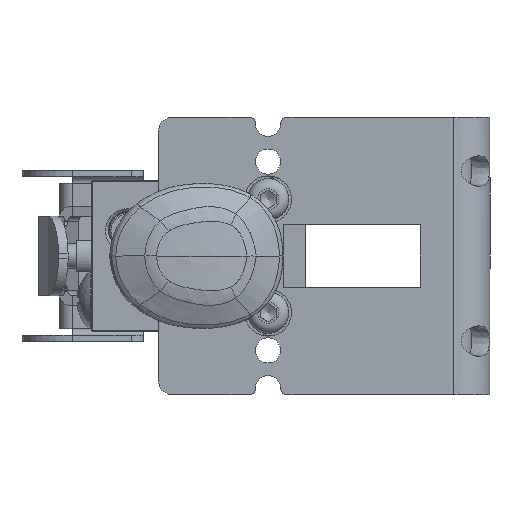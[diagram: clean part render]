
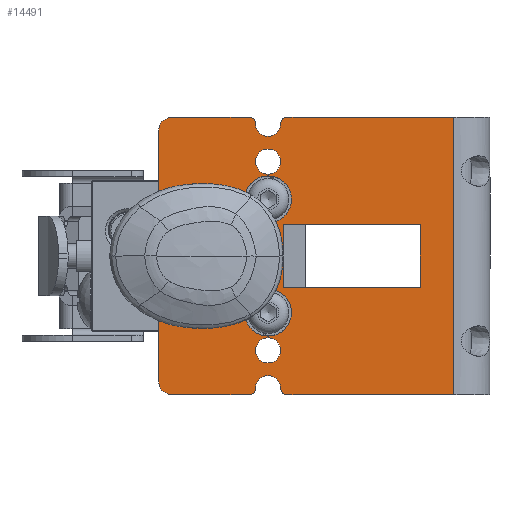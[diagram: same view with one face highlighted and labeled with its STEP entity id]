
A CAD part, left-side view. The second image highlights one B-rep face of the part: STEP entity #14491.
In plain terms, the highlighted planar face has unit normal (-1, 0, 0).
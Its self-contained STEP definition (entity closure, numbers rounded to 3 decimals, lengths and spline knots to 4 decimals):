
#390=FACE_BOUND('',#2248,.T.);
#391=FACE_BOUND('',#2249,.T.);
#392=FACE_BOUND('',#2250,.T.);
#393=FACE_BOUND('',#2251,.T.);
#394=FACE_BOUND('',#2252,.T.);
#395=FACE_BOUND('',#2253,.T.);
#498=PLANE('',#15389);
#853=CIRCLE('',#15291,0.0625);
#874=CIRCLE('',#15314,0.125);
#875=CIRCLE('',#15316,0.0625);
#876=CIRCLE('',#15318,0.0625);
#877=CIRCLE('',#15320,0.125);
#878=CIRCLE('',#15322,0.0625);
#879=CIRCLE('',#15325,0.125);
#880=CIRCLE('',#15328,0.125);
#881=CIRCLE('',#15331,0.25);
#882=CIRCLE('',#15333,0.572);
#883=CIRCLE('',#15335,0.25);
#914=CIRCLE('',#15382,0.125);
#915=CIRCLE('',#15384,0.125);
#916=CIRCLE('',#15386,0.125);
#917=CIRCLE('',#15388,0.125);
#918=CIRCLE('',#15390,0.4425);
#1435=FACE_OUTER_BOUND('',#2247,.T.);
#2247=EDGE_LOOP('',(#9784,#9785,#9786,#9787,#9788,#9789,#9790,#9791,#9792,
#9793,#9794,#9795,#9796,#9797,#9798,#9799,#9800,#9801));
#2248=EDGE_LOOP('',(#9802,#9803,#9804,#9805));
#2249=EDGE_LOOP('',(#9806));
#2250=EDGE_LOOP('',(#9807));
#2251=EDGE_LOOP('',(#9808));
#2252=EDGE_LOOP('',(#9809));
#2253=EDGE_LOOP('',(#9810));
#3138=LINE('',#19856,#3999);
#3141=LINE('',#19864,#4002);
#3144=LINE('',#19872,#4005);
#3149=LINE('',#19888,#4010);
#3150=LINE('',#19892,#4011);
#3153=LINE('',#19897,#4014);
#3155=LINE('',#19901,#4016);
#3157=LINE('',#19904,#4018);
#3172=LINE('',#20002,#4033);
#3173=LINE('',#20004,#4034);
#3174=LINE('',#20005,#4035);
#3999=VECTOR('',#16456,0.3937);
#4002=VECTOR('',#16465,0.3937);
#4005=VECTOR('',#16474,0.3937);
#4010=VECTOR('',#16493,0.3937);
#4011=VECTOR('',#16496,0.3937);
#4014=VECTOR('',#16501,0.3937);
#4016=VECTOR('',#16505,0.3937);
#4018=VECTOR('',#16509,0.3937);
#4033=VECTOR('',#16622,0.3937);
#4034=VECTOR('',#16623,0.3937);
#4035=VECTOR('',#16624,0.3937);
#5709=VERTEX_POINT('',#19764);
#5710=VERTEX_POINT('',#19766);
#5741=VERTEX_POINT('',#19832);
#5742=VERTEX_POINT('',#19836);
#5743=VERTEX_POINT('',#19840);
#5744=VERTEX_POINT('',#19841);
#5745=VERTEX_POINT('',#19846);
#5746=VERTEX_POINT('',#19850);
#5747=VERTEX_POINT('',#19854);
#5748=VERTEX_POINT('',#19858);
#5749=VERTEX_POINT('',#19860);
#5750=VERTEX_POINT('',#19866);
#5751=VERTEX_POINT('',#19867);
#5752=VERTEX_POINT('',#19874);
#5753=VERTEX_POINT('',#19876);
#5754=VERTEX_POINT('',#19880);
#5755=VERTEX_POINT('',#19884);
#5756=VERTEX_POINT('',#19890);
#5757=VERTEX_POINT('',#19891);
#5758=VERTEX_POINT('',#19896);
#5759=VERTEX_POINT('',#19900);
#5790=VERTEX_POINT('',#19986);
#5791=VERTEX_POINT('',#19990);
#5792=VERTEX_POINT('',#19994);
#5793=VERTEX_POINT('',#19998);
#5794=VERTEX_POINT('',#20003);
#5795=VERTEX_POINT('',#20006);
#7292=EDGE_CURVE('',#5709,#5710,#853,.T.);
#7325=EDGE_CURVE('',#5741,#5710,#874,.T.);
#7327=EDGE_CURVE('',#5741,#5742,#875,.T.);
#7329=EDGE_CURVE('',#5743,#5744,#876,.T.);
#7333=EDGE_CURVE('',#5743,#5745,#877,.T.);
#7335=EDGE_CURVE('',#5746,#5745,#878,.T.);
#7337=EDGE_CURVE('',#5747,#5746,#3138,.T.);
#7339=EDGE_CURVE('',#5748,#5749,#879,.T.);
#7341=EDGE_CURVE('',#5744,#5748,#3141,.T.);
#7342=EDGE_CURVE('',#5750,#5751,#880,.T.);
#7345=EDGE_CURVE('',#5751,#5709,#3144,.T.);
#7347=EDGE_CURVE('',#5752,#5753,#881,.T.);
#7350=EDGE_CURVE('',#5752,#5754,#882,.T.);
#7352=EDGE_CURVE('',#5755,#5754,#883,.T.);
#7353=EDGE_CURVE('',#5755,#5749,#3149,.T.);
#7354=EDGE_CURVE('',#5756,#5757,#3150,.T.);
#7357=EDGE_CURVE('',#5757,#5758,#3153,.T.);
#7359=EDGE_CURVE('',#5758,#5759,#3155,.T.);
#7361=EDGE_CURVE('',#5759,#5756,#3157,.T.);
#7402=EDGE_CURVE('',#5790,#5790,#914,.T.);
#7404=EDGE_CURVE('',#5791,#5791,#915,.T.);
#7406=EDGE_CURVE('',#5792,#5792,#916,.T.);
#7408=EDGE_CURVE('',#5793,#5793,#917,.T.);
#7410=EDGE_CURVE('',#5750,#5753,#3172,.T.);
#7411=EDGE_CURVE('',#5747,#5794,#3173,.T.);
#7412=EDGE_CURVE('',#5742,#5794,#3174,.T.);
#7413=EDGE_CURVE('',#5795,#5795,#918,.T.);
#9784=ORIENTED_EDGE('',*,*,#7292,.F.);
#9785=ORIENTED_EDGE('',*,*,#7345,.F.);
#9786=ORIENTED_EDGE('',*,*,#7342,.F.);
#9787=ORIENTED_EDGE('',*,*,#7410,.T.);
#9788=ORIENTED_EDGE('',*,*,#7347,.F.);
#9789=ORIENTED_EDGE('',*,*,#7350,.T.);
#9790=ORIENTED_EDGE('',*,*,#7352,.F.);
#9791=ORIENTED_EDGE('',*,*,#7353,.T.);
#9792=ORIENTED_EDGE('',*,*,#7339,.F.);
#9793=ORIENTED_EDGE('',*,*,#7341,.F.);
#9794=ORIENTED_EDGE('',*,*,#7329,.F.);
#9795=ORIENTED_EDGE('',*,*,#7333,.T.);
#9796=ORIENTED_EDGE('',*,*,#7335,.F.);
#9797=ORIENTED_EDGE('',*,*,#7337,.F.);
#9798=ORIENTED_EDGE('',*,*,#7411,.T.);
#9799=ORIENTED_EDGE('',*,*,#7412,.F.);
#9800=ORIENTED_EDGE('',*,*,#7327,.F.);
#9801=ORIENTED_EDGE('',*,*,#7325,.T.);
#9802=ORIENTED_EDGE('',*,*,#7359,.T.);
#9803=ORIENTED_EDGE('',*,*,#7361,.T.);
#9804=ORIENTED_EDGE('',*,*,#7354,.T.);
#9805=ORIENTED_EDGE('',*,*,#7357,.T.);
#9806=ORIENTED_EDGE('',*,*,#7413,.T.);
#9807=ORIENTED_EDGE('',*,*,#7408,.T.);
#9808=ORIENTED_EDGE('',*,*,#7406,.T.);
#9809=ORIENTED_EDGE('',*,*,#7404,.T.);
#9810=ORIENTED_EDGE('',*,*,#7402,.T.);
#14491=ADVANCED_FACE('',(#1435,#390,#391,#392,#393,#394,#395),#498,.F.);
#15291=AXIS2_PLACEMENT_3D('',#19767,#16371,#16372);
#15314=AXIS2_PLACEMENT_3D('',#19833,#16429,#16430);
#15316=AXIS2_PLACEMENT_3D('',#19837,#16434,#16435);
#15318=AXIS2_PLACEMENT_3D('',#19842,#16439,#16440);
#15320=AXIS2_PLACEMENT_3D('',#19848,#16446,#16447);
#15322=AXIS2_PLACEMENT_3D('',#19852,#16451,#16452);
#15325=AXIS2_PLACEMENT_3D('',#19861,#16460,#16461);
#15328=AXIS2_PLACEMENT_3D('',#19868,#16468,#16469);
#15331=AXIS2_PLACEMENT_3D('',#19877,#16478,#16479);
#15333=AXIS2_PLACEMENT_3D('',#19882,#16484,#16485);
#15335=AXIS2_PLACEMENT_3D('',#19886,#16489,#16490);
#15382=AXIS2_PLACEMENT_3D('',#19987,#16602,#16603);
#15384=AXIS2_PLACEMENT_3D('',#19991,#16607,#16608);
#15386=AXIS2_PLACEMENT_3D('',#19995,#16612,#16613);
#15388=AXIS2_PLACEMENT_3D('',#19999,#16617,#16618);
#15389=AXIS2_PLACEMENT_3D('',#20001,#16620,#16621);
#15390=AXIS2_PLACEMENT_3D('',#20007,#16625,#16626);
#16371=DIRECTION('center_axis',(1.,0.,0.));
#16372=DIRECTION('ref_axis',(0.,-0.708,0.706));
#16429=DIRECTION('center_axis',(1.,0.,0.));
#16430=DIRECTION('ref_axis',(0.,0.,-1.));
#16434=DIRECTION('center_axis',(1.,0.,0.));
#16435=DIRECTION('ref_axis',(0.,0.708,0.706));
#16439=DIRECTION('center_axis',(1.,0.,0.));
#16440=DIRECTION('ref_axis',(0.,-0.708,-0.706));
#16446=DIRECTION('center_axis',(1.,0.,0.));
#16447=DIRECTION('ref_axis',(0.,0.,-1.));
#16451=DIRECTION('center_axis',(1.,0.,0.));
#16452=DIRECTION('ref_axis',(0.,0.708,-0.706));
#16456=DIRECTION('',(0.,1.,0.));
#16460=DIRECTION('center_axis',(1.,0.,0.));
#16461=DIRECTION('ref_axis',(0.,0.707,-0.707));
#16465=DIRECTION('',(0.,1.,0.));
#16468=DIRECTION('center_axis',(1.,0.,0.));
#16469=DIRECTION('ref_axis',(0.,0.707,0.707));
#16474=DIRECTION('',(0.,-1.,0.));
#16478=DIRECTION('center_axis',(-1.,0.,0.));
#16479=DIRECTION('ref_axis',(0.,-0.914,-0.407));
#16484=DIRECTION('center_axis',(-1.,0.,0.));
#16485=DIRECTION('ref_axis',(0.,-0.525,0.851));
#16489=DIRECTION('center_axis',(-1.,0.,0.));
#16490=DIRECTION('ref_axis',(0.,-0.914,0.407));
#16493=DIRECTION('',(0.,0.,-1.));
#16496=DIRECTION('',(0.,1.,0.));
#16501=DIRECTION('',(0.,0.,1.));
#16505=DIRECTION('',(0.,-1.,0.));
#16509=DIRECTION('',(0.,0.,-1.));
#16602=DIRECTION('center_axis',(1.,0.,0.));
#16603=DIRECTION('ref_axis',(0.,0.,-1.));
#16607=DIRECTION('center_axis',(1.,0.,0.));
#16608=DIRECTION('ref_axis',(0.,0.,-1.));
#16612=DIRECTION('center_axis',(1.,0.,0.));
#16613=DIRECTION('ref_axis',(0.,0.,-1.));
#16617=DIRECTION('center_axis',(1.,0.,0.));
#16618=DIRECTION('ref_axis',(0.,0.,-1.));
#16620=DIRECTION('center_axis',(1.,0.,0.));
#16621=DIRECTION('ref_axis',(0.,1.,0.));
#16622=DIRECTION('',(0.,0.,-1.));
#16623=DIRECTION('',(0.,0.,1.));
#16624=DIRECTION('',(0.,-1.,0.));
#16625=DIRECTION('center_axis',(1.,0.,0.));
#16626=DIRECTION('ref_axis',(0.,0.,-1.));
#19764=CARTESIAN_POINT('',(0.,0.5966,1.375));
#19766=CARTESIAN_POINT('',(0.,0.5341,1.3123));
#19767=CARTESIAN_POINT('Origin',(0.,0.5966,1.3125));
#19832=CARTESIAN_POINT('',(0.,0.2841,1.3123));
#19833=CARTESIAN_POINT('Origin',(0.,0.4091,1.312));
#19836=CARTESIAN_POINT('',(0.,0.2216,1.375));
#19837=CARTESIAN_POINT('Origin',(0.,0.2216,1.3125));
#19840=CARTESIAN_POINT('',(0.,0.5341,-1.3123));
#19841=CARTESIAN_POINT('',(0.,0.5966,-1.375));
#19842=CARTESIAN_POINT('Origin',(0.,0.5966,-1.3125));
#19846=CARTESIAN_POINT('',(0.,0.2841,-1.3123));
#19848=CARTESIAN_POINT('Origin',(0.,0.4091,-1.312));
#19850=CARTESIAN_POINT('',(0.,0.2216,-1.375));
#19852=CARTESIAN_POINT('Origin',(0.,0.2216,-1.3125));
#19854=CARTESIAN_POINT('',(0.,-1.4349,-1.375));
#19856=CARTESIAN_POINT('',(0.,-1.7935,-1.375));
#19858=CARTESIAN_POINT('',(0.,1.3685,-1.375));
#19860=CARTESIAN_POINT('',(0.,1.4935,-1.25));
#19861=CARTESIAN_POINT('Origin',(0.,1.3685,-1.25));
#19864=CARTESIAN_POINT('',(0.,-1.7935,-1.375));
#19866=CARTESIAN_POINT('',(0.,1.4935,1.25));
#19867=CARTESIAN_POINT('',(0.,1.3685,1.375));
#19868=CARTESIAN_POINT('Origin',(0.,1.3685,1.25));
#19872=CARTESIAN_POINT('',(0.,1.7935,1.375));
#19874=CARTESIAN_POINT('',(0.,1.5762,0.4251));
#19876=CARTESIAN_POINT('',(0.,1.4935,0.6108));
#19877=CARTESIAN_POINT('Origin',(0.,1.7435,0.6108));
#19880=CARTESIAN_POINT('',(0.,1.5762,-0.4251));
#19882=CARTESIAN_POINT('Origin',(0.,1.1934,0.));
#19884=CARTESIAN_POINT('',(0.,1.4935,-0.6108));
#19886=CARTESIAN_POINT('Origin',(0.,1.7435,-0.6108));
#19888=CARTESIAN_POINT('',(0.,1.4935,-0.6875));
#19890=CARTESIAN_POINT('',(0.,-1.1015,-0.3125));
#19891=CARTESIAN_POINT('',(0.,0.261,-0.3125));
#19892=CARTESIAN_POINT('',(0.,-0.5507,-0.3125));
#19896=CARTESIAN_POINT('',(0.,0.261,0.3125));
#19897=CARTESIAN_POINT('',(0.,0.261,-0.1563));
#19900=CARTESIAN_POINT('',(0.,-1.1015,0.3125));
#19901=CARTESIAN_POINT('',(0.,0.1305,0.3125));
#19904=CARTESIAN_POINT('',(0.,-1.1015,0.1563));
#19986=CARTESIAN_POINT('',(0.,0.4091,-0.437));
#19987=CARTESIAN_POINT('Origin',(0.,0.4091,-0.562));
#19990=CARTESIAN_POINT('',(0.,0.4091,1.062));
#19991=CARTESIAN_POINT('Origin',(0.,0.4091,0.937));
#19994=CARTESIAN_POINT('',(0.,0.4091,0.687));
#19995=CARTESIAN_POINT('Origin',(0.,0.4091,0.562));
#19998=CARTESIAN_POINT('',(0.,0.4091,-0.812));
#19999=CARTESIAN_POINT('Origin',(0.,0.4091,-0.937));
#20001=CARTESIAN_POINT('Origin',(0.,0.,0.));
#20002=CARTESIAN_POINT('',(0.,1.4935,0.2435));
#20003=CARTESIAN_POINT('',(0.,-1.4349,1.375));
#20004=CARTESIAN_POINT('',(0.,-1.4349,0.6875));
#20005=CARTESIAN_POINT('',(0.,1.7935,1.375));
#20006=CARTESIAN_POINT('',(0.,1.1508,0.4425));
#20007=CARTESIAN_POINT('Origin',(0.,1.1508,0.));
